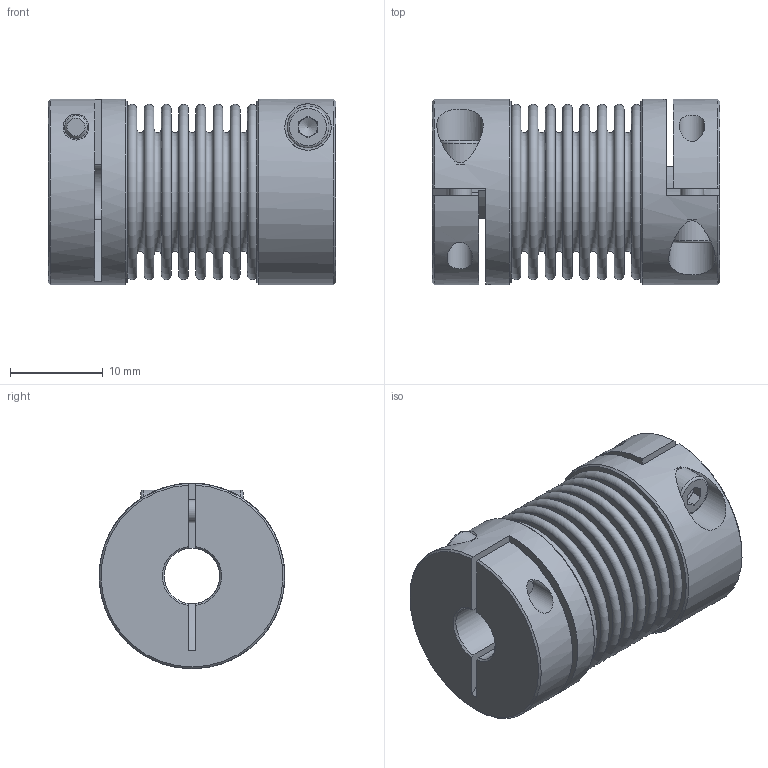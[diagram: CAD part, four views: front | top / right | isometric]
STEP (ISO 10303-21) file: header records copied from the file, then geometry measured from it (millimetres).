
FILE_DESCRIPTION(/* description */ ('STEP AP203'),/* implementation_level */ '2;1');
FILE_NAME(/* name */ 'KB2-15-31-6-10',/* time_stamp */ '2023-06-16T10:17:06+02:00',/* author */ ('License CC BY-ND 4.0'),/* organization */ ('CADENAS'),/* preprocessor_version */ 'ST-DEVELOPER v19.3',/* originating_system */ 'PARTsolutions',/* authorisation */ ' ');
FILE_SCHEMA (('CONFIG_CONTROL_DESIGN'));
Length unit declared in the file: millimetre
Products named in the file (1): KB2-15-31-6-10
Bounding box: 31 x 20 x 20 mm (x, y, z)
Volume: 4467.2 mm3; surface area: 8611.2 mm2
Topology: 1 solids, 1 shells, 145 faces, 295 edges, 192 vertices
Faces by surface type: plane 80, torus 32, cylinder 21, cone 12
Full cylindrical faces by diameter (mm): 2.5 x2, 2.8 x4, 4.5 x2, 5 x2, 6 x1, 10 x1, 13.56 x2, 20 x2
Entity records: 3548 total; most frequent: CARTESIAN_POINT 669, DIRECTION 628, ORIENTED_EDGE 452, AXIS2_PLACEMENT_3D 275, FACE_BOUND 246, EDGE_LOOP 244, EDGE_CURVE 226, VERTEX_POINT 180
